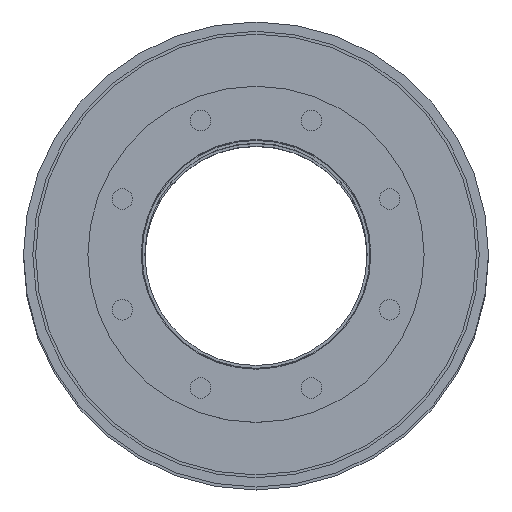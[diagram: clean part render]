
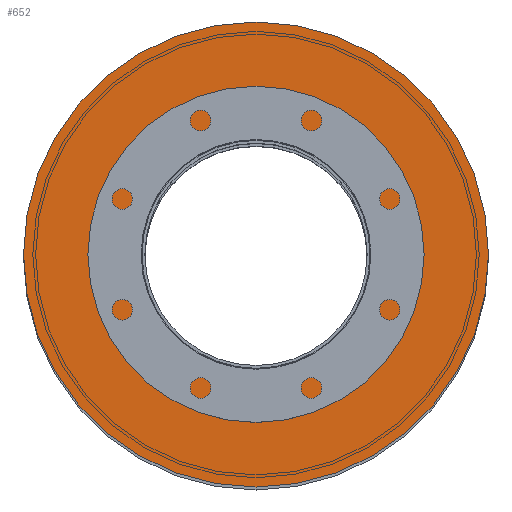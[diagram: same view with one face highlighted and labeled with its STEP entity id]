
A CAD part, top view. The second image highlights one B-rep face of the part: STEP entity #652.
In plain terms, the highlighted planar face has unit normal (0, 0, 1).
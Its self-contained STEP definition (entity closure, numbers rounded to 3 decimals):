
#40=PLANE('',#760);
#114=FACE_BOUND('',#273,.T.);
#158=FACE_OUTER_BOUND('',#272,.T.);
#272=EDGE_LOOP('',(#572));
#273=EDGE_LOOP('',(#573));
#336=CIRCLE('',#755,123.);
#338=CIRCLE('',#758,249.);
#396=VERTEX_POINT('',#1122);
#398=VERTEX_POINT('',#1127);
#456=EDGE_CURVE('',#396,#396,#336,.T.);
#458=EDGE_CURVE('',#398,#398,#338,.T.);
#572=ORIENTED_EDGE('',*,*,#458,.F.);
#573=ORIENTED_EDGE('',*,*,#456,.T.);
#652=ADVANCED_FACE('',(#158,#114),#40,.F.);
#755=AXIS2_PLACEMENT_3D('',#1123,#950,#951);
#758=AXIS2_PLACEMENT_3D('',#1128,#956,#957);
#760=AXIS2_PLACEMENT_3D('',#1131,#960,#961);
#950=DIRECTION('center_axis',(0.,0.,-1.));
#951=DIRECTION('ref_axis',(-1.,0.,0.));
#956=DIRECTION('center_axis',(0.,0.,-1.));
#957=DIRECTION('ref_axis',(-1.,0.,0.));
#960=DIRECTION('center_axis',(0.,0.,-1.));
#961=DIRECTION('ref_axis',(-1.,0.,0.));
#1122=CARTESIAN_POINT('',(123.,0.,1804.));
#1123=CARTESIAN_POINT('Origin',(0.,0.,1804.));
#1127=CARTESIAN_POINT('',(249.,0.,1804.));
#1128=CARTESIAN_POINT('Origin',(0.,0.,1804.));
#1131=CARTESIAN_POINT('Origin',(0.,0.,1804.));
